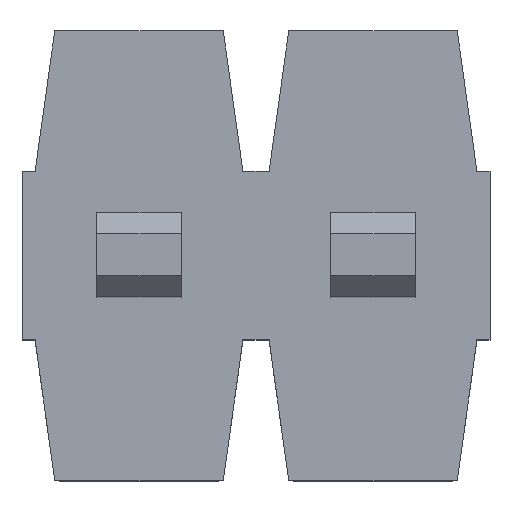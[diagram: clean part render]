
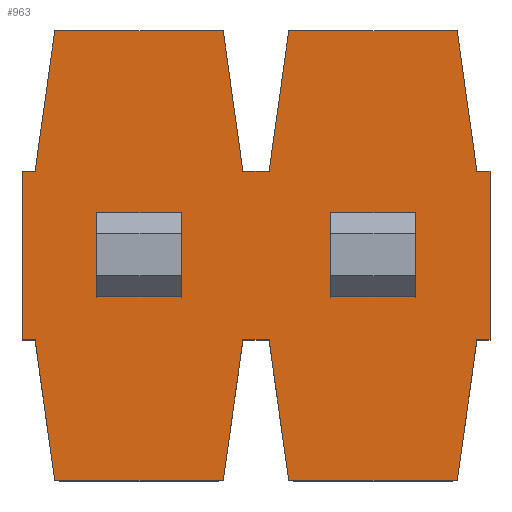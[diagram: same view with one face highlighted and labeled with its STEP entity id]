
A CAD part, top view. The second image highlights one B-rep face of the part: STEP entity #963.
In plain terms, the highlighted planar face has unit normal (0, 0, 1).
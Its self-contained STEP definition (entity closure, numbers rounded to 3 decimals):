
#32 = VERTEX_POINT('',#33);
#33 = CARTESIAN_POINT('',(-1.092,1.219,2.54));
#39 = EDGE_CURVE('',#40,#32,#42,.T.);
#40 = VERTEX_POINT('',#41);
#41 = CARTESIAN_POINT('',(-0.178,1.219,2.54));
#42 = LINE('',#43,#44);
#43 = CARTESIAN_POINT('',(1.27,1.219,2.54));
#44 = VECTOR('',#45,1.);
#45 = DIRECTION('',(-1.,-0.,0.));
#216 = VERTEX_POINT('',#217);
#217 = CARTESIAN_POINT('',(1.092,-1.219,2.54));
#223 = EDGE_CURVE('',#224,#216,#226,.T.);
#224 = VERTEX_POINT('',#225);
#225 = CARTESIAN_POINT('',(0.178,-1.219,2.54));
#226 = LINE('',#227,#228);
#227 = CARTESIAN_POINT('',(-1.27,-1.219,2.54));
#228 = VECTOR('',#229,1.);
#229 = DIRECTION('',(1.,0.,0.));
#612 = VERTEX_POINT('',#613);
#613 = CARTESIAN_POINT('',(0.178,1.219,2.54));
#619 = EDGE_CURVE('',#620,#612,#622,.T.);
#620 = VERTEX_POINT('',#621);
#621 = CARTESIAN_POINT('',(1.092,1.219,2.54));
#622 = LINE('',#623,#624);
#623 = CARTESIAN_POINT('',(1.27,1.219,2.54));
#624 = VECTOR('',#625,1.);
#625 = DIRECTION('',(-1.,-0.,0.));
#713 = EDGE_CURVE('',#714,#716,#718,.T.);
#714 = VERTEX_POINT('',#715);
#715 = CARTESIAN_POINT('',(-1.27,0.457,2.54));
#716 = VERTEX_POINT('',#717);
#717 = CARTESIAN_POINT('',(-1.27,-0.457,2.54));
#718 = LINE('',#719,#720);
#719 = CARTESIAN_POINT('',(-1.27,1.219,2.54));
#720 = VECTOR('',#721,1.);
#721 = DIRECTION('',(0.,-1.,0.));
#836 = VERTEX_POINT('',#837);
#837 = CARTESIAN_POINT('',(-0.178,-1.219,2.54));
#843 = EDGE_CURVE('',#844,#836,#846,.T.);
#844 = VERTEX_POINT('',#845);
#845 = CARTESIAN_POINT('',(-1.092,-1.219,2.54));
#846 = LINE('',#847,#848);
#847 = CARTESIAN_POINT('',(-1.27,-1.219,2.54));
#848 = VECTOR('',#849,1.);
#849 = DIRECTION('',(1.,0.,0.));
#876 = VERTEX_POINT('',#877);
#877 = CARTESIAN_POINT('',(1.27,0.457,2.54));
#883 = EDGE_CURVE('',#884,#876,#886,.T.);
#884 = VERTEX_POINT('',#885);
#885 = CARTESIAN_POINT('',(1.27,-0.457,2.54));
#886 = LINE('',#887,#888);
#887 = CARTESIAN_POINT('',(1.27,-1.219,2.54));
#888 = VECTOR('',#889,1.);
#889 = DIRECTION('',(0.,1.,0.));
#963 = ADVANCED_FACE('',(#964,#1072,#1106),#1140,.T.);
#964 = FACE_BOUND('',#965,.T.);
#965 = EDGE_LOOP('',(#966,#974,#975,#983,#989,#990,#998,#1006,#1012,
    #1013,#1021,#1027,#1028,#1036,#1042,#1043,#1051,#1059,#1065,#1066));
#966 = ORIENTED_EDGE('',*,*,#967,.T.);
#967 = EDGE_CURVE('',#968,#714,#970,.T.);
#968 = VERTEX_POINT('',#969);
#969 = CARTESIAN_POINT('',(-1.199,0.457,2.54));
#970 = LINE('',#971,#972);
#971 = CARTESIAN_POINT('',(-1.199,0.457,2.54));
#972 = VECTOR('',#973,1.);
#973 = DIRECTION('',(-1.,-0.,0.));
#974 = ORIENTED_EDGE('',*,*,#713,.T.);
#975 = ORIENTED_EDGE('',*,*,#976,.T.);
#976 = EDGE_CURVE('',#716,#977,#979,.T.);
#977 = VERTEX_POINT('',#978);
#978 = CARTESIAN_POINT('',(-1.199,-0.457,2.54));
#979 = LINE('',#980,#981);
#980 = CARTESIAN_POINT('',(-1.341,-0.457,2.54));
#981 = VECTOR('',#982,1.);
#982 = DIRECTION('',(1.,0.,0.));
#983 = ORIENTED_EDGE('',*,*,#984,.T.);
#984 = EDGE_CURVE('',#977,#844,#985,.T.);
#985 = LINE('',#986,#987);
#986 = CARTESIAN_POINT('',(-1.199,-0.457,2.54));
#987 = VECTOR('',#988,1.);
#988 = DIRECTION('',(0.139,-0.99,0.)
  );
#989 = ORIENTED_EDGE('',*,*,#843,.T.);
#990 = ORIENTED_EDGE('',*,*,#991,.T.);
#991 = EDGE_CURVE('',#836,#992,#994,.T.);
#992 = VERTEX_POINT('',#993);
#993 = CARTESIAN_POINT('',(-0.071,-0.457,2.54));
#994 = LINE('',#995,#996);
#995 = CARTESIAN_POINT('',(-0.178,-1.219,2.54));
#996 = VECTOR('',#997,1.);
#997 = DIRECTION('',(0.139,0.99,0.));
#998 = ORIENTED_EDGE('',*,*,#999,.T.);
#999 = EDGE_CURVE('',#992,#1000,#1002,.T.);
#1000 = VERTEX_POINT('',#1001);
#1001 = CARTESIAN_POINT('',(0.071,-0.457,2.54));
#1002 = LINE('',#1003,#1004);
#1003 = CARTESIAN_POINT('',(-0.071,-0.457,2.54));
#1004 = VECTOR('',#1005,1.);
#1005 = DIRECTION('',(1.,0.,0.));
#1006 = ORIENTED_EDGE('',*,*,#1007,.T.);
#1007 = EDGE_CURVE('',#1000,#224,#1008,.T.);
#1008 = LINE('',#1009,#1010);
#1009 = CARTESIAN_POINT('',(0.071,-0.457,2.54));
#1010 = VECTOR('',#1011,1.);
#1011 = DIRECTION('',(0.139,-0.99,0.)
  );
#1012 = ORIENTED_EDGE('',*,*,#223,.T.);
#1013 = ORIENTED_EDGE('',*,*,#1014,.T.);
#1014 = EDGE_CURVE('',#216,#1015,#1017,.T.);
#1015 = VERTEX_POINT('',#1016);
#1016 = CARTESIAN_POINT('',(1.199,-0.457,2.54));
#1017 = LINE('',#1018,#1019);
#1018 = CARTESIAN_POINT('',(1.092,-1.219,2.54));
#1019 = VECTOR('',#1020,1.);
#1020 = DIRECTION('',(0.139,0.99,0.));
#1021 = ORIENTED_EDGE('',*,*,#1022,.T.);
#1022 = EDGE_CURVE('',#1015,#884,#1023,.T.);
#1023 = LINE('',#1024,#1025);
#1024 = CARTESIAN_POINT('',(1.199,-0.457,2.54));
#1025 = VECTOR('',#1026,1.);
#1026 = DIRECTION('',(1.,0.,0.));
#1027 = ORIENTED_EDGE('',*,*,#883,.T.);
#1028 = ORIENTED_EDGE('',*,*,#1029,.T.);
#1029 = EDGE_CURVE('',#876,#1030,#1032,.T.);
#1030 = VERTEX_POINT('',#1031);
#1031 = CARTESIAN_POINT('',(1.199,0.457,2.54));
#1032 = LINE('',#1033,#1034);
#1033 = CARTESIAN_POINT('',(1.341,0.457,2.54));
#1034 = VECTOR('',#1035,1.);
#1035 = DIRECTION('',(-1.,-0.,0.));
#1036 = ORIENTED_EDGE('',*,*,#1037,.T.);
#1037 = EDGE_CURVE('',#1030,#620,#1038,.T.);
#1038 = LINE('',#1039,#1040);
#1039 = CARTESIAN_POINT('',(1.199,0.457,2.54));
#1040 = VECTOR('',#1041,1.);
#1041 = DIRECTION('',(-0.139,0.99,0.)
  );
#1042 = ORIENTED_EDGE('',*,*,#619,.T.);
#1043 = ORIENTED_EDGE('',*,*,#1044,.T.);
#1044 = EDGE_CURVE('',#612,#1045,#1047,.T.);
#1045 = VERTEX_POINT('',#1046);
#1046 = CARTESIAN_POINT('',(0.071,0.457,2.54));
#1047 = LINE('',#1048,#1049);
#1048 = CARTESIAN_POINT('',(0.178,1.219,2.54));
#1049 = VECTOR('',#1050,1.);
#1050 = DIRECTION('',(-0.139,-0.99,0.
    ));
#1051 = ORIENTED_EDGE('',*,*,#1052,.T.);
#1052 = EDGE_CURVE('',#1045,#1053,#1055,.T.);
#1053 = VERTEX_POINT('',#1054);
#1054 = CARTESIAN_POINT('',(-0.071,0.457,2.54));
#1055 = LINE('',#1056,#1057);
#1056 = CARTESIAN_POINT('',(0.071,0.457,2.54));
#1057 = VECTOR('',#1058,1.);
#1058 = DIRECTION('',(-1.,-0.,0.));
#1059 = ORIENTED_EDGE('',*,*,#1060,.T.);
#1060 = EDGE_CURVE('',#1053,#40,#1061,.T.);
#1061 = LINE('',#1062,#1063);
#1062 = CARTESIAN_POINT('',(-0.071,0.457,2.54));
#1063 = VECTOR('',#1064,1.);
#1064 = DIRECTION('',(-0.139,0.99,0.)
  );
#1065 = ORIENTED_EDGE('',*,*,#39,.T.);
#1066 = ORIENTED_EDGE('',*,*,#1067,.T.);
#1067 = EDGE_CURVE('',#32,#968,#1068,.T.);
#1068 = LINE('',#1069,#1070);
#1069 = CARTESIAN_POINT('',(-1.092,1.219,2.54));
#1070 = VECTOR('',#1071,1.);
#1071 = DIRECTION('',(-0.139,-0.99,0.
    ));
#1072 = FACE_BOUND('',#1073,.T.);
#1073 = EDGE_LOOP('',(#1074,#1084,#1092,#1100));
#1074 = ORIENTED_EDGE('',*,*,#1075,.F.);
#1075 = EDGE_CURVE('',#1076,#1078,#1080,.T.);
#1076 = VERTEX_POINT('',#1077);
#1077 = CARTESIAN_POINT('',(0.864,0.229,2.54));
#1078 = VERTEX_POINT('',#1079);
#1079 = CARTESIAN_POINT('',(0.406,0.229,2.54));
#1080 = LINE('',#1081,#1082);
#1081 = CARTESIAN_POINT('',(0.864,0.229,2.54));
#1082 = VECTOR('',#1083,1.);
#1083 = DIRECTION('',(-1.,-0.,0.));
#1084 = ORIENTED_EDGE('',*,*,#1085,.F.);
#1085 = EDGE_CURVE('',#1086,#1076,#1088,.T.);
#1086 = VERTEX_POINT('',#1087);
#1087 = CARTESIAN_POINT('',(0.864,-0.229,2.54));
#1088 = LINE('',#1089,#1090);
#1089 = CARTESIAN_POINT('',(0.864,-0.229,2.54));
#1090 = VECTOR('',#1091,1.);
#1091 = DIRECTION('',(0.,1.,0.));
#1092 = ORIENTED_EDGE('',*,*,#1093,.F.);
#1093 = EDGE_CURVE('',#1094,#1086,#1096,.T.);
#1094 = VERTEX_POINT('',#1095);
#1095 = CARTESIAN_POINT('',(0.406,-0.229,2.54));
#1096 = LINE('',#1097,#1098);
#1097 = CARTESIAN_POINT('',(0.406,-0.229,2.54));
#1098 = VECTOR('',#1099,1.);
#1099 = DIRECTION('',(1.,0.,0.));
#1100 = ORIENTED_EDGE('',*,*,#1101,.F.);
#1101 = EDGE_CURVE('',#1078,#1094,#1102,.T.);
#1102 = LINE('',#1103,#1104);
#1103 = CARTESIAN_POINT('',(0.406,0.229,2.54));
#1104 = VECTOR('',#1105,1.);
#1105 = DIRECTION('',(0.,-1.,0.));
#1106 = FACE_BOUND('',#1107,.T.);
#1107 = EDGE_LOOP('',(#1108,#1118,#1126,#1134));
#1108 = ORIENTED_EDGE('',*,*,#1109,.F.);
#1109 = EDGE_CURVE('',#1110,#1112,#1114,.T.);
#1110 = VERTEX_POINT('',#1111);
#1111 = CARTESIAN_POINT('',(-0.406,0.229,2.54));
#1112 = VERTEX_POINT('',#1113);
#1113 = CARTESIAN_POINT('',(-0.864,0.229,2.54));
#1114 = LINE('',#1115,#1116);
#1115 = CARTESIAN_POINT('',(-0.406,0.229,2.54));
#1116 = VECTOR('',#1117,1.);
#1117 = DIRECTION('',(-1.,-0.,0.));
#1118 = ORIENTED_EDGE('',*,*,#1119,.F.);
#1119 = EDGE_CURVE('',#1120,#1110,#1122,.T.);
#1120 = VERTEX_POINT('',#1121);
#1121 = CARTESIAN_POINT('',(-0.406,-0.229,2.54));
#1122 = LINE('',#1123,#1124);
#1123 = CARTESIAN_POINT('',(-0.406,-0.229,2.54));
#1124 = VECTOR('',#1125,1.);
#1125 = DIRECTION('',(0.,1.,0.));
#1126 = ORIENTED_EDGE('',*,*,#1127,.F.);
#1127 = EDGE_CURVE('',#1128,#1120,#1130,.T.);
#1128 = VERTEX_POINT('',#1129);
#1129 = CARTESIAN_POINT('',(-0.864,-0.229,2.54));
#1130 = LINE('',#1131,#1132);
#1131 = CARTESIAN_POINT('',(-0.864,-0.229,2.54));
#1132 = VECTOR('',#1133,1.);
#1133 = DIRECTION('',(1.,0.,0.));
#1134 = ORIENTED_EDGE('',*,*,#1135,.F.);
#1135 = EDGE_CURVE('',#1112,#1128,#1136,.T.);
#1136 = LINE('',#1137,#1138);
#1137 = CARTESIAN_POINT('',(-0.864,0.229,2.54));
#1138 = VECTOR('',#1139,1.);
#1139 = DIRECTION('',(0.,-1.,0.));
#1140 = PLANE('',#1141);
#1141 = AXIS2_PLACEMENT_3D('',#1142,#1143,#1144);
#1142 = CARTESIAN_POINT('',(0.,0.,2.54));
#1143 = DIRECTION('',(0.,0.,1.));
#1144 = DIRECTION('',(0.,-1.,0.));
